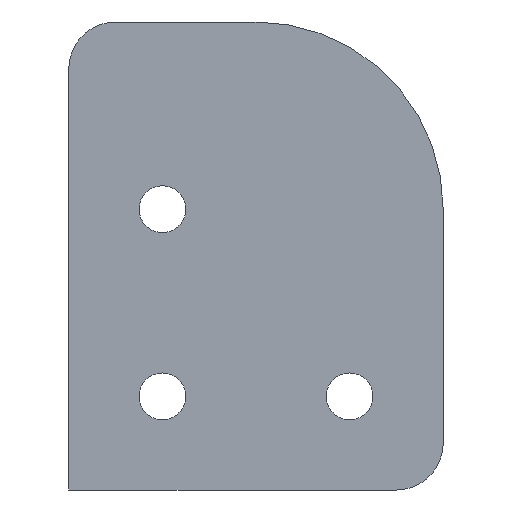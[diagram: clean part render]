
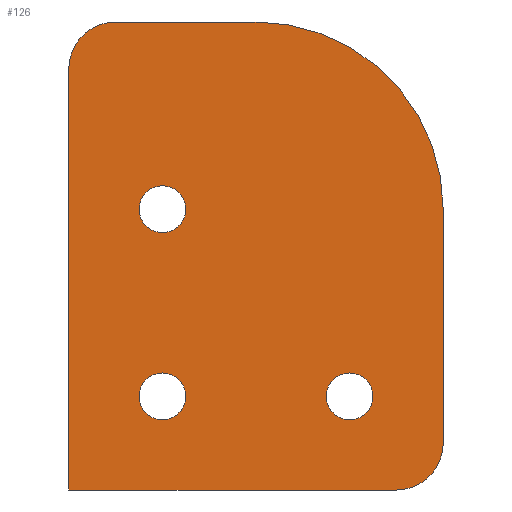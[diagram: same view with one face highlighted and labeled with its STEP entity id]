
A CAD part, front view. The second image highlights one B-rep face of the part: STEP entity #126.
In plain terms, the highlighted planar face has unit normal (0, -1, 0).
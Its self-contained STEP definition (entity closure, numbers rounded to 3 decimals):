
#2 = EDGE_CURVE ( 'NONE', #443, #173, #337, .T. ) ;
#11 = AXIS2_PLACEMENT_3D ( 'NONE', #509, #147, #472 ) ;
#17 = LINE ( 'NONE', #361, #438 ) ;
#25 = PLANE ( 'NONE',  #487 ) ;
#27 = CARTESIAN_POINT ( 'NONE',  ( -10., 0., 7.5 ) ) ;
#33 = ORIENTED_EDGE ( 'NONE', *, *, #199, .F. ) ;
#37 = VERTEX_POINT ( 'NONE', #461 ) ;
#39 = ORIENTED_EDGE ( 'NONE', *, *, #316, .F. ) ;
#44 = CIRCLE ( 'NONE', #11, 2.5 ) ;
#51 = EDGE_LOOP ( 'NONE', ( #207, #454 ) ) ;
#64 = FACE_BOUND ( 'NONE', #246, .T. ) ;
#65 = DIRECTION ( 'NONE',  ( 0., 1., 0. ) ) ;
#67 = DIRECTION ( 'NONE',  ( 0., 0., -1. ) ) ;
#72 = CARTESIAN_POINT ( 'NONE',  ( -15., 0., 30. ) ) ;
#74 = ORIENTED_EDGE ( 'NONE', *, *, #166, .T. ) ;
#78 = VECTOR ( 'NONE', #259, 1000. ) ;
#88 = EDGE_LOOP ( 'NONE', ( #293, #135, #33, #459, #163, #74, #39 ) ) ;
#93 = VERTEX_POINT ( 'NONE', #226 ) ;
#94 = LINE ( 'NONE', #257, #179 ) ;
#95 = CARTESIAN_POINT ( 'NONE',  ( -10., 0., 10. ) ) ;
#115 = CIRCLE ( 'NONE', #128, 2.5 ) ;
#121 = EDGE_CURVE ( 'NONE', #408, #494, #249, .T. ) ;
#126 = ADVANCED_FACE ( 'NONE', ( #305, #471, #64, #274 ), #25, .T. ) ;
#128 = AXIS2_PLACEMENT_3D ( 'NONE', #95, #387, #425 ) ;
#133 = AXIS2_PLACEMENT_3D ( 'NONE', #364, #383, #403 ) ;
#135 = ORIENTED_EDGE ( 'NONE', *, *, #121, .T. ) ;
#140 = DIRECTION ( 'NONE',  ( 0., 0., -1. ) ) ;
#145 = CARTESIAN_POINT ( 'NONE',  ( 10., 0., -7.5 ) ) ;
#147 = DIRECTION ( 'NONE',  ( 0., 1., 0. ) ) ;
#162 = AXIS2_PLACEMENT_3D ( 'NONE', #382, #342, #67 ) ;
#163 = ORIENTED_EDGE ( 'NONE', *, *, #500, .F. ) ;
#166 = EDGE_CURVE ( 'NONE', #492, #245, #491, .T. ) ;
#168 = CARTESIAN_POINT ( 'NONE',  ( -10., 0., -10. ) ) ;
#172 = EDGE_CURVE ( 'NONE', #37, #368, #479, .T. ) ;
#173 = VERTEX_POINT ( 'NONE', #388 ) ;
#179 = VECTOR ( 'NONE', #424, 1000. ) ;
#186 = CARTESIAN_POINT ( 'NONE',  ( 20., 0., 10. ) ) ;
#194 = CARTESIAN_POINT ( 'NONE',  ( -10., 0., -10. ) ) ;
#199 = EDGE_CURVE ( 'NONE', #210, #494, #17, .T. ) ;
#201 = CARTESIAN_POINT ( 'NONE',  ( 0., 0., 30. ) ) ;
#202 = DIRECTION ( 'NONE',  ( 0., 1., 0. ) ) ;
#203 = AXIS2_PLACEMENT_3D ( 'NONE', #466, #269, #140 ) ;
#207 = ORIENTED_EDGE ( 'NONE', *, *, #333, .T. ) ;
#210 = VERTEX_POINT ( 'NONE', #186 ) ;
#219 = CIRCLE ( 'NONE', #521, 2.5 ) ;
#225 = LINE ( 'NONE', #232, #350 ) ;
#226 = CARTESIAN_POINT ( 'NONE',  ( -20., 0., -20. ) ) ;
#232 = CARTESIAN_POINT ( 'NONE',  ( -20., 0., -20. ) ) ;
#234 = DIRECTION ( 'NONE',  ( 0., 0., -1. ) ) ;
#235 = DIRECTION ( 'NONE',  ( 0., 0., -1. ) ) ;
#236 = CARTESIAN_POINT ( 'NONE',  ( 20., 0., -15. ) ) ;
#245 = VERTEX_POINT ( 'NONE', #511 ) ;
#246 = EDGE_LOOP ( 'NONE', ( #399, #422 ) ) ;
#249 = CIRCLE ( 'NONE', #203, 5. ) ;
#252 = VERTEX_POINT ( 'NONE', #145 ) ;
#256 = VERTEX_POINT ( 'NONE', #304 ) ;
#257 = CARTESIAN_POINT ( 'NONE',  ( -20., 0., 30. ) ) ;
#259 = DIRECTION ( 'NONE',  ( -1., 0., 0. ) ) ;
#261 = AXIS2_PLACEMENT_3D ( 'NONE', #308, #202, #234 ) ;
#264 = DIRECTION ( 'NONE',  ( 0., 0., 1. ) ) ;
#266 = CARTESIAN_POINT ( 'NONE',  ( 15., 0., -20. ) ) ;
#269 = DIRECTION ( 'NONE',  ( 0., -1., 0. ) ) ;
#274 = FACE_BOUND ( 'NONE', #51, .T. ) ;
#275 = EDGE_CURVE ( 'NONE', #173, #443, #219, .T. ) ;
#292 = EDGE_CURVE ( 'NONE', #408, #93, #510, .T. ) ;
#293 = ORIENTED_EDGE ( 'NONE', *, *, #292, .F. ) ;
#297 = DIRECTION ( 'NONE',  ( 0., 0., 1. ) ) ;
#304 = CARTESIAN_POINT ( 'NONE',  ( 10., 0., -12.5 ) ) ;
#305 = FACE_BOUND ( 'NONE', #483, .T. ) ;
#307 = DIRECTION ( 'NONE',  ( 0., 1., 0. ) ) ;
#308 = CARTESIAN_POINT ( 'NONE',  ( -10., 0., 10. ) ) ;
#316 = EDGE_CURVE ( 'NONE', #93, #245, #225, .T. ) ;
#320 = EDGE_CURVE ( 'NONE', #252, #256, #331, .T. ) ;
#331 = CIRCLE ( 'NONE', #162, 2.5 ) ;
#333 = EDGE_CURVE ( 'NONE', #368, #37, #115, .T. ) ;
#337 = CIRCLE ( 'NONE', #426, 2.5 ) ;
#339 = CARTESIAN_POINT ( 'NONE',  ( -20., 0., -20. ) ) ;
#342 = DIRECTION ( 'NONE',  ( 0., 1., 0. ) ) ;
#349 = CARTESIAN_POINT ( 'NONE',  ( -10., 0., -7.5 ) ) ;
#350 = VECTOR ( 'NONE', #499, 1000. ) ;
#358 = DIRECTION ( 'NONE',  ( 0., 1., 0. ) ) ;
#361 = CARTESIAN_POINT ( 'NONE',  ( 20., 0., -20. ) ) ;
#363 = CIRCLE ( 'NONE', #413, 20. ) ;
#364 = CARTESIAN_POINT ( 'NONE',  ( -15., 0., 25. ) ) ;
#368 = VERTEX_POINT ( 'NONE', #27 ) ;
#382 = CARTESIAN_POINT ( 'NONE',  ( 10., 0., -10. ) ) ;
#383 = DIRECTION ( 'NONE',  ( 0., -1., 0. ) ) ;
#387 = DIRECTION ( 'NONE',  ( 0., 1., 0. ) ) ;
#388 = CARTESIAN_POINT ( 'NONE',  ( -10., 0., -12.5 ) ) ;
#398 = DIRECTION ( 'NONE',  ( 0., 0., -1. ) ) ;
#399 = ORIENTED_EDGE ( 'NONE', *, *, #275, .T. ) ;
#403 = DIRECTION ( 'NONE',  ( 0., 0., -1. ) ) ;
#408 = VERTEX_POINT ( 'NONE', #266 ) ;
#413 = AXIS2_PLACEMENT_3D ( 'NONE', #435, #65, #398 ) ;
#417 = ORIENTED_EDGE ( 'NONE', *, *, #444, .T. ) ;
#422 = ORIENTED_EDGE ( 'NONE', *, *, #2, .T. ) ;
#424 = DIRECTION ( 'NONE',  ( 1., 0., 0. ) ) ;
#425 = DIRECTION ( 'NONE',  ( 0., 0., -1. ) ) ;
#426 = AXIS2_PLACEMENT_3D ( 'NONE', #168, #358, #297 ) ;
#427 = DIRECTION ( 'NONE',  ( 0., -1., 0. ) ) ;
#435 = CARTESIAN_POINT ( 'NONE',  ( 0., 0., 10. ) ) ;
#437 = DIRECTION ( 'NONE',  ( 0., 0., -1. ) ) ;
#438 = VECTOR ( 'NONE', #437, 1000. ) ;
#439 = CARTESIAN_POINT ( 'NONE',  ( 0., 0., 10. ) ) ;
#443 = VERTEX_POINT ( 'NONE', #349 ) ;
#444 = EDGE_CURVE ( 'NONE', #256, #252, #44, .T. ) ;
#454 = ORIENTED_EDGE ( 'NONE', *, *, #172, .T. ) ;
#459 = ORIENTED_EDGE ( 'NONE', *, *, #470, .F. ) ;
#461 = CARTESIAN_POINT ( 'NONE',  ( -10., 0., 12.5 ) ) ;
#466 = CARTESIAN_POINT ( 'NONE',  ( 15., 0., -15. ) ) ;
#470 = EDGE_CURVE ( 'NONE', #525, #210, #363, .T. ) ;
#471 = FACE_OUTER_BOUND ( 'NONE', #88, .T. ) ;
#472 = DIRECTION ( 'NONE',  ( 0., 0., -1. ) ) ;
#479 = CIRCLE ( 'NONE', #261, 2.5 ) ;
#483 = EDGE_LOOP ( 'NONE', ( #417, #486 ) ) ;
#486 = ORIENTED_EDGE ( 'NONE', *, *, #320, .T. ) ;
#487 = AXIS2_PLACEMENT_3D ( 'NONE', #439, #427, #235 ) ;
#491 = CIRCLE ( 'NONE', #133, 5. ) ;
#492 = VERTEX_POINT ( 'NONE', #72 ) ;
#494 = VERTEX_POINT ( 'NONE', #236 ) ;
#499 = DIRECTION ( 'NONE',  ( 0., 0., 1. ) ) ;
#500 = EDGE_CURVE ( 'NONE', #492, #525, #94, .T. ) ;
#509 = CARTESIAN_POINT ( 'NONE',  ( 10., 0., -10. ) ) ;
#510 = LINE ( 'NONE', #339, #78 ) ;
#511 = CARTESIAN_POINT ( 'NONE',  ( -20., 0., 25. ) ) ;
#521 = AXIS2_PLACEMENT_3D ( 'NONE', #194, #307, #264 ) ;
#525 = VERTEX_POINT ( 'NONE', #201 ) ;
